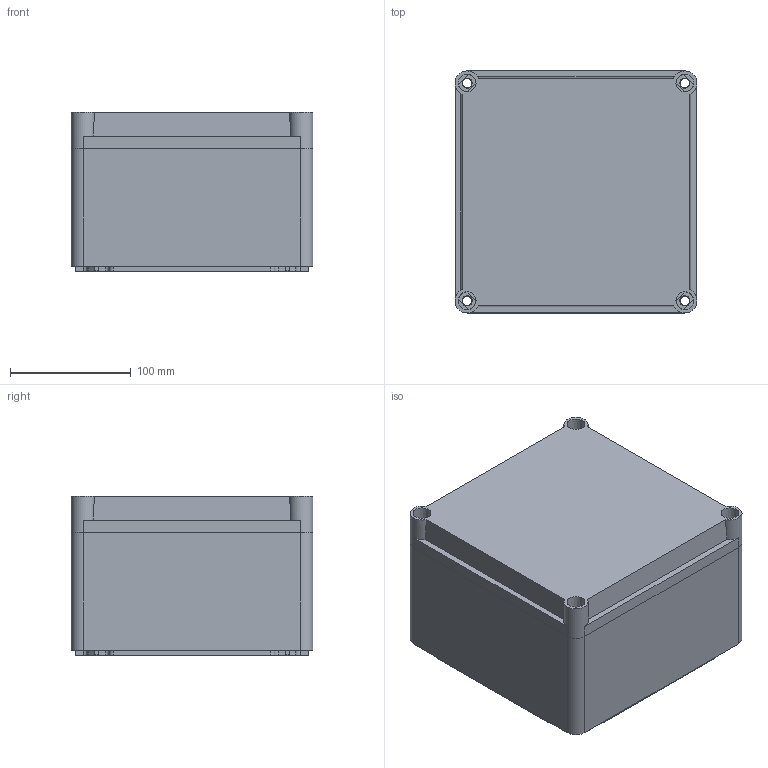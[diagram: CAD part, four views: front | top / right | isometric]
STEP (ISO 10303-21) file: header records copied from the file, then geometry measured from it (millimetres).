
FILE_DESCRIPTION( ( 'STEP AP214' ), '1' );
FILE_NAME( 'OPCP202013GE(1).stp', '2019-09-24T08:49:59', ( '' ), ( '' ), ' ', 'PARTsolutions', ' ' );
FILE_SCHEMA( ( 'AUTOMOTIVE_DESIGN { 1 0 10303 214 1 1 1 1 }' ) );
Length unit declared in the file: millimetre
Products named in the file (3): OPCP202013GE(1); _OABP202013GE(1)_02; _OABP202013GE(1)_01
Assembly tree (2 placements, depth 2):
  OPCP202013GE(1)
    _OABP202013GE(1)_02
    _OABP202013GE(1)_01
Bounding box: 200 x 200 x 132 mm (x, y, z)
Volume: 869633.9 mm3; surface area: 453672.6 mm2
Topology: 2 solids, 2 shells, 1048 faces, 2884 edges, 1924 vertices
Faces by surface type: plane 600, cylinder 264, cone 88, torus 64, bspline 32
Full cylindrical faces by diameter (mm): 4.2 x28, 5 x28, 7.5 x4, 8.376 x4
Entity records: 42192 total; most frequent: CARTESIAN_POINT 7667, ORIENTED_EDGE 5384, DIRECTION 5212, EDGE_CURVE 2692, VERTEX_POINT 1916, AXIS2_PLACEMENT_3D 1813, LINE 1586, VECTOR 1586
